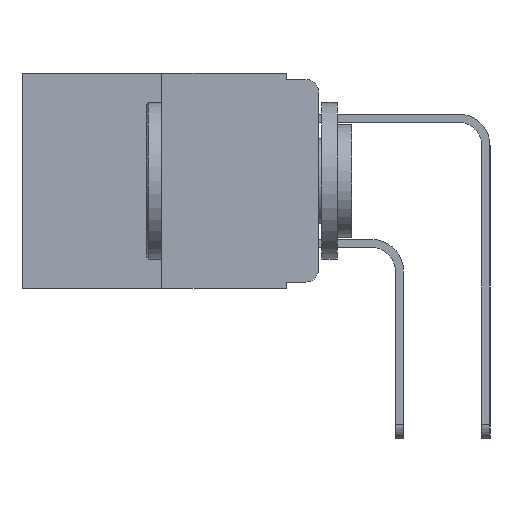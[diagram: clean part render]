
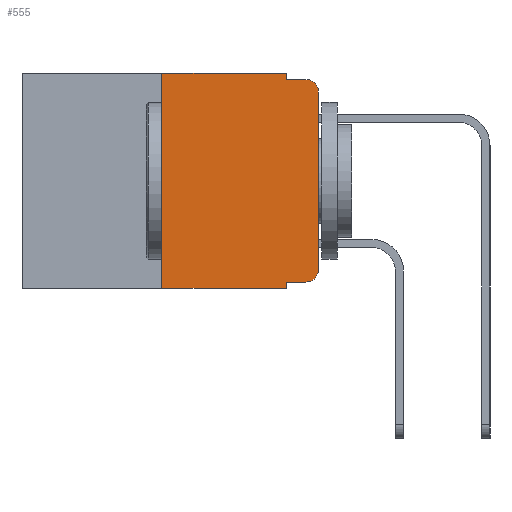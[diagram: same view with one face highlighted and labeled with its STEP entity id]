
A CAD part, left-side view. The second image highlights one B-rep face of the part: STEP entity #555.
In plain terms, the highlighted planar face has unit normal (-1, 0, 0).
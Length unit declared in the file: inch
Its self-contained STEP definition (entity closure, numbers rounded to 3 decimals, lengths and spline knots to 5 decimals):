
#177 = VECTOR ( 'NONE', #6971, 39.37008 ) ;
#213 = ORIENTED_EDGE ( 'NONE', *, *, #5966, .T. ) ;
#427 = VECTOR ( 'NONE', #6049, 39.37008 ) ;
#533 = CARTESIAN_POINT ( 'NONE',  ( 0., 0.473, 0. ) ) ;
#555 = ADVANCED_FACE ( 'NONE', ( #11692 ), #7395, .F. ) ;
#880 = ORIENTED_EDGE ( 'NONE', *, *, #15642, .T. ) ;
#1199 = CARTESIAN_POINT ( 'NONE',  ( 0., 0., -0.313 ) ) ;
#1284 = VERTEX_POINT ( 'NONE', #17136 ) ;
#2228 = ORIENTED_EDGE ( 'NONE', *, *, #11378, .F. ) ;
#2278 = CARTESIAN_POINT ( 'NONE',  ( 0., 0.051, -0.343 ) ) ;
#2294 = DIRECTION ( 'NONE',  ( 1., 0., 0. ) ) ;
#2383 = VERTEX_POINT ( 'NONE', #8110 ) ;
#2830 = CARTESIAN_POINT ( 'NONE',  ( 0., 0.051, -0.01 ) ) ;
#2878 = CARTESIAN_POINT ( 'NONE',  ( 0., 0.02, -0.03 ) ) ;
#2919 = LINE ( 'NONE', #7593, #15818 ) ;
#2951 = CARTESIAN_POINT ( 'NONE',  ( 0., 0.051, 0. ) ) ;
#3052 = CARTESIAN_POINT ( 'NONE',  ( 0., 0.25, 0. ) ) ;
#3065 = AXIS2_PLACEMENT_3D ( 'NONE', #533, #2294, #13583 ) ;
#4032 = CARTESIAN_POINT ( 'NONE',  ( 0., 0.02, -0.01 ) ) ;
#4194 = LINE ( 'NONE', #9362, #427 ) ;
#4288 = DIRECTION ( 'NONE',  ( 0., 0., -1. ) ) ;
#4342 = EDGE_CURVE ( 'NONE', #5795, #15159, #4194, .T. ) ;
#4345 = DIRECTION ( 'NONE',  ( 0., 0., -1. ) ) ;
#4440 = DIRECTION ( 'NONE',  ( 0., 0., -1. ) ) ;
#5795 = VERTEX_POINT ( 'NONE', #8662 ) ;
#5921 = ORIENTED_EDGE ( 'NONE', *, *, #8208, .F. ) ;
#5966 = EDGE_CURVE ( 'NONE', #12942, #15922, #11146, .T. ) ;
#5987 = VECTOR ( 'NONE', #16151, 39.37008 ) ;
#6049 = DIRECTION ( 'NONE',  ( 0., -1., 0. ) ) ;
#6348 = ORIENTED_EDGE ( 'NONE', *, *, #10506, .F. ) ;
#6415 = CARTESIAN_POINT ( 'NONE',  ( 0., 0.02, -0.333 ) ) ;
#6584 = LINE ( 'NONE', #9923, #16586 ) ;
#6788 = CARTESIAN_POINT ( 'NONE',  ( 0., 0.051, 0. ) ) ;
#6857 = EDGE_CURVE ( 'NONE', #15018, #12942, #16431, .T. ) ;
#6922 = LINE ( 'NONE', #3052, #13563 ) ;
#6971 = DIRECTION ( 'NONE',  ( 0., -1., 0. ) ) ;
#7057 = VECTOR ( 'NONE', #16536, 39.37008 ) ;
#7170 = ORIENTED_EDGE ( 'NONE', *, *, #8649, .F. ) ;
#7299 = LINE ( 'NONE', #2951, #10073 ) ;
#7395 = PLANE ( 'NONE',  #3065 ) ;
#7462 = LINE ( 'NONE', #15274, #7057 ) ;
#7593 = CARTESIAN_POINT ( 'NONE',  ( 0., 0.473, 0. ) ) ;
#7655 = CARTESIAN_POINT ( 'NONE',  ( 0., 0.02, -0.313 ) ) ;
#7746 = VERTEX_POINT ( 'NONE', #11923 ) ;
#8110 = CARTESIAN_POINT ( 'NONE',  ( 0., 0., -0.03 ) ) ;
#8208 = EDGE_CURVE ( 'NONE', #7746, #15355, #2919, .T. ) ;
#8649 = EDGE_CURVE ( 'NONE', #15018, #15159, #6584, .T. ) ;
#8662 = CARTESIAN_POINT ( 'NONE',  ( 0., 0.25, -0.343 ) ) ;
#8903 = DIRECTION ( 'NONE',  ( 0., -1., 0. ) ) ;
#9022 = DIRECTION ( 'NONE',  ( 0., 0., -1. ) ) ;
#9362 = CARTESIAN_POINT ( 'NONE',  ( 0., 0.473, -0.343 ) ) ;
#9856 = AXIS2_PLACEMENT_3D ( 'NONE', #2878, #12363, #4288 ) ;
#9923 = CARTESIAN_POINT ( 'NONE',  ( 0., 0.051, 0. ) ) ;
#9940 = ORIENTED_EDGE ( 'NONE', *, *, #4342, .T. ) ;
#10073 = VECTOR ( 'NONE', #4345, 39.37008 ) ;
#10086 = AXIS2_PLACEMENT_3D ( 'NONE', #7655, #16774, #9022 ) ;
#10478 = CIRCLE ( 'NONE', #9856, 0.02 ) ;
#10506 = EDGE_CURVE ( 'NONE', #5795, #7746, #6922, .T. ) ;
#10763 = LINE ( 'NONE', #2830, #177 ) ;
#10793 = ORIENTED_EDGE ( 'NONE', *, *, #6857, .T. ) ;
#11146 = CIRCLE ( 'NONE', #10086, 0.02 ) ;
#11217 = DIRECTION ( 'NONE',  ( 0., 0., 1. ) ) ;
#11378 = EDGE_CURVE ( 'NONE', #15355, #1284, #7299, .T. ) ;
#11692 = FACE_OUTER_BOUND ( 'NONE', #11766, .T. ) ;
#11766 = EDGE_LOOP ( 'NONE', ( #880, #15188, #15573, #2228, #5921, #6348, #9940, #7170, #10793, #213 ) ) ;
#11923 = CARTESIAN_POINT ( 'NONE',  ( 0., 0.25, 0. ) ) ;
#12363 = DIRECTION ( 'NONE',  ( -1., 0., 0. ) ) ;
#12942 = VERTEX_POINT ( 'NONE', #6415 ) ;
#13084 = EDGE_CURVE ( 'NONE', #1284, #16331, #10763, .T. ) ;
#13563 = VECTOR ( 'NONE', #11217, 39.37008 ) ;
#13583 = DIRECTION ( 'NONE',  ( 0., 0., -1. ) ) ;
#14802 = EDGE_CURVE ( 'NONE', #2383, #16331, #10478, .T. ) ;
#14883 = CARTESIAN_POINT ( 'NONE',  ( 0., 0.051, -0.333 ) ) ;
#15018 = VERTEX_POINT ( 'NONE', #16611 ) ;
#15159 = VERTEX_POINT ( 'NONE', #2278 ) ;
#15188 = ORIENTED_EDGE ( 'NONE', *, *, #14802, .T. ) ;
#15274 = CARTESIAN_POINT ( 'NONE',  ( 0., 0., 0. ) ) ;
#15355 = VERTEX_POINT ( 'NONE', #6788 ) ;
#15573 = ORIENTED_EDGE ( 'NONE', *, *, #13084, .F. ) ;
#15642 = EDGE_CURVE ( 'NONE', #15922, #2383, #7462, .T. ) ;
#15818 = VECTOR ( 'NONE', #8903, 39.37008 ) ;
#15922 = VERTEX_POINT ( 'NONE', #1199 ) ;
#16151 = DIRECTION ( 'NONE',  ( 0., -1., 0. ) ) ;
#16331 = VERTEX_POINT ( 'NONE', #4032 ) ;
#16431 = LINE ( 'NONE', #14883, #5987 ) ;
#16536 = DIRECTION ( 'NONE',  ( 0., 0., 1. ) ) ;
#16586 = VECTOR ( 'NONE', #4440, 39.37008 ) ;
#16611 = CARTESIAN_POINT ( 'NONE',  ( 0., 0.051, -0.333 ) ) ;
#16774 = DIRECTION ( 'NONE',  ( -1., 0., 0. ) ) ;
#17136 = CARTESIAN_POINT ( 'NONE',  ( 0., 0.051, -0.01 ) ) ;
